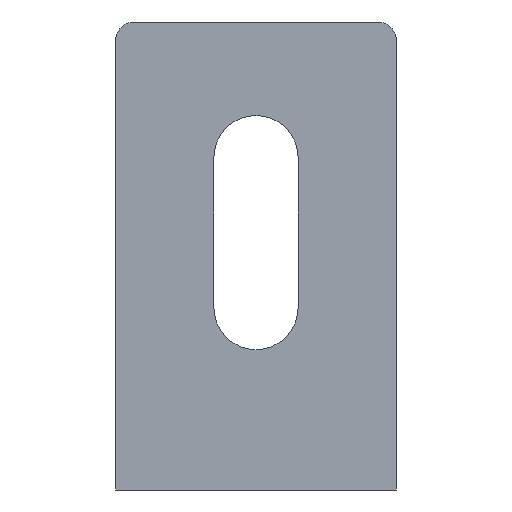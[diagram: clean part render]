
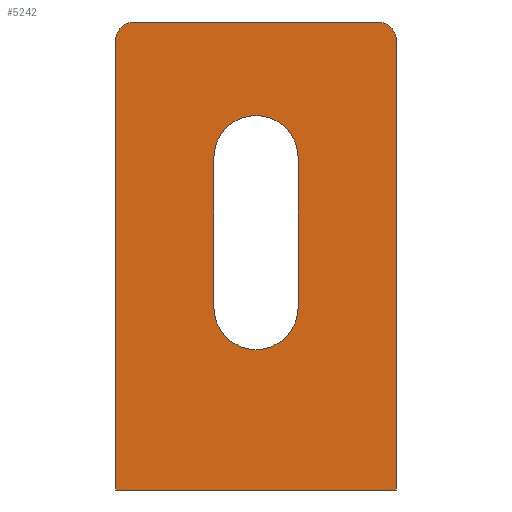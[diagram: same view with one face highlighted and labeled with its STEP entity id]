
A CAD part, left-side view. The second image highlights one B-rep face of the part: STEP entity #5242.
In plain terms, the highlighted planar face has unit normal (-1, 0, 0).
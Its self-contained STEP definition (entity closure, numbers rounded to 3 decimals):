
#160 = CARTESIAN_POINT ( 'NONE',  ( -5., 0., 35.5 ) ) ;
#190 = AXIS2_PLACEMENT_3D ( 'NONE', #9977, #11701, #8997 ) ;
#218 = CIRCLE ( 'NONE', #10151, 4.5 ) ;
#252 = CARTESIAN_POINT ( 'NONE',  ( -5., 0., 15. ) ) ;
#540 = CARTESIAN_POINT ( 'NONE',  ( -5., 0., 0. ) ) ;
#653 = CARTESIAN_POINT ( 'NONE',  ( -5., -15., 0. ) ) ;
#887 = AXIS2_PLACEMENT_3D ( 'NONE', #11161, #3535, #7277 ) ;
#936 = CARTESIAN_POINT ( 'NONE',  ( -5., 4.5, 35.5 ) ) ;
#969 = ORIENTED_EDGE ( 'NONE', *, *, #10877, .F. ) ;
#1123 = DIRECTION ( 'NONE',  ( 1., 0., 0. ) ) ;
#1156 = EDGE_CURVE ( 'NONE', #12265, #5949, #8408, .T. ) ;
#1692 = DIRECTION ( 'NONE',  ( 0., 0., 1. ) ) ;
#1840 = CARTESIAN_POINT ( 'NONE',  ( -5., -15., 48. ) ) ;
#1873 = CARTESIAN_POINT ( 'NONE',  ( -5., 4.5, 35.5 ) ) ;
#1965 = EDGE_CURVE ( 'NONE', #4670, #11891, #11103, .T. ) ;
#2073 = DIRECTION ( 'NONE',  ( 0., 0., -1. ) ) ;
#2146 = LINE ( 'NONE', #2861, #3201 ) ;
#2458 = VERTEX_POINT ( 'NONE', #1873 ) ;
#2541 = CARTESIAN_POINT ( 'NONE',  ( -5., -15., 0. ) ) ;
#2590 = ORIENTED_EDGE ( 'NONE', *, *, #6783, .T. ) ;
#2822 = DIRECTION ( 'NONE',  ( 0., 0., 1. ) ) ;
#2861 = CARTESIAN_POINT ( 'NONE',  ( -5., 15., 50. ) ) ;
#2883 = ORIENTED_EDGE ( 'NONE', *, *, #10136, .F. ) ;
#3134 = CARTESIAN_POINT ( 'NONE',  ( -5., -4.5, 35.5 ) ) ;
#3201 = VECTOR ( 'NONE', #2822, 1000. ) ;
#3318 = CARTESIAN_POINT ( 'NONE',  ( -5., 15., 0. ) ) ;
#3468 = CARTESIAN_POINT ( 'NONE',  ( -5., 15., 0. ) ) ;
#3489 = CARTESIAN_POINT ( 'NONE',  ( -5., 13., 50. ) ) ;
#3535 = DIRECTION ( 'NONE',  ( 1., 0., 0. ) ) ;
#3546 = DIRECTION ( 'NONE',  ( -1., 0., 0. ) ) ;
#4087 = CARTESIAN_POINT ( 'NONE',  ( -5., -4.5, 35.5 ) ) ;
#4220 = VERTEX_POINT ( 'NONE', #4661 ) ;
#4661 = CARTESIAN_POINT ( 'NONE',  ( -5., 15., 48. ) ) ;
#4670 = VERTEX_POINT ( 'NONE', #1840 ) ;
#4720 = DIRECTION ( 'NONE',  ( 0., -1., 0. ) ) ;
#4989 = DIRECTION ( 'NONE',  ( 0., 0., -1. ) ) ;
#5124 = ORIENTED_EDGE ( 'NONE', *, *, #1965, .T. ) ;
#5140 = VECTOR ( 'NONE', #11455, 1000. ) ;
#5242 = ADVANCED_FACE ( 'NONE', ( #9845, #11353 ), #5320, .T. ) ;
#5320 = PLANE ( 'NONE',  #8864 ) ;
#5710 = ORIENTED_EDGE ( 'NONE', *, *, #6637, .F. ) ;
#5798 = EDGE_CURVE ( 'NONE', #9555, #4220, #6551, .T. ) ;
#5949 = VERTEX_POINT ( 'NONE', #6448 ) ;
#6265 = DIRECTION ( 'NONE',  ( -1., 0., 0. ) ) ;
#6350 = DIRECTION ( 'NONE',  ( 0., 0., 1. ) ) ;
#6448 = CARTESIAN_POINT ( 'NONE',  ( -5., 4.5, 19.5 ) ) ;
#6551 = CIRCLE ( 'NONE', #190, 2. ) ;
#6637 = EDGE_CURVE ( 'NONE', #10737, #12411, #11632, .T. ) ;
#6783 = EDGE_CURVE ( 'NONE', #2458, #7840, #7161, .T. ) ;
#6985 = EDGE_CURVE ( 'NONE', #7840, #7327, #6996, .T. ) ;
#6996 = LINE ( 'NONE', #4087, #7579 ) ;
#7111 = LINE ( 'NONE', #936, #5140 ) ;
#7122 = LINE ( 'NONE', #11357, #8162 ) ;
#7161 = CIRCLE ( 'NONE', #9815, 4.5 ) ;
#7275 = CARTESIAN_POINT ( 'NONE',  ( -5., -13., 48. ) ) ;
#7277 = DIRECTION ( 'NONE',  ( 0., 0., -1. ) ) ;
#7327 = VERTEX_POINT ( 'NONE', #10252 ) ;
#7579 = VECTOR ( 'NONE', #11714, 1000. ) ;
#7710 = ORIENTED_EDGE ( 'NONE', *, *, #10521, .F. ) ;
#7840 = VERTEX_POINT ( 'NONE', #3134 ) ;
#8162 = VECTOR ( 'NONE', #4720, 1000. ) ;
#8407 = DIRECTION ( 'NONE',  ( 0., 0., -1. ) ) ;
#8408 = CIRCLE ( 'NONE', #887, 4.5 ) ;
#8417 = ORIENTED_EDGE ( 'NONE', *, *, #1156, .T. ) ;
#8606 = LINE ( 'NONE', #653, #9212 ) ;
#8864 = AXIS2_PLACEMENT_3D ( 'NONE', #540, #3546, #1692 ) ;
#8997 = DIRECTION ( 'NONE',  ( 0., 0., 1. ) ) ;
#9027 = EDGE_LOOP ( 'NONE', ( #2590, #9566, #9711, #8417, #9259 ) ) ;
#9212 = VECTOR ( 'NONE', #8407, 1000. ) ;
#9259 = ORIENTED_EDGE ( 'NONE', *, *, #11592, .T. ) ;
#9356 = EDGE_CURVE ( 'NONE', #7327, #12265, #218, .T. ) ;
#9555 = VERTEX_POINT ( 'NONE', #3489 ) ;
#9556 = CARTESIAN_POINT ( 'NONE',  ( -5., 0., 19.5 ) ) ;
#9566 = ORIENTED_EDGE ( 'NONE', *, *, #6985, .T. ) ;
#9711 = ORIENTED_EDGE ( 'NONE', *, *, #9356, .T. ) ;
#9807 = DIRECTION ( 'NONE',  ( 1., 0., 0. ) ) ;
#9815 = AXIS2_PLACEMENT_3D ( 'NONE', #160, #1123, #2073 ) ;
#9831 = VECTOR ( 'NONE', #9938, 1000. ) ;
#9845 = FACE_BOUND ( 'NONE', #9027, .T. ) ;
#9938 = DIRECTION ( 'NONE',  ( 0., 1., 0. ) ) ;
#9977 = CARTESIAN_POINT ( 'NONE',  ( -5., 13., 48. ) ) ;
#10136 = EDGE_CURVE ( 'NONE', #12411, #4220, #2146, .T. ) ;
#10151 = AXIS2_PLACEMENT_3D ( 'NONE', #9556, #9807, #4989 ) ;
#10252 = CARTESIAN_POINT ( 'NONE',  ( -5., -4.5, 19.5 ) ) ;
#10521 = EDGE_CURVE ( 'NONE', #9555, #11891, #7122, .T. ) ;
#10737 = VERTEX_POINT ( 'NONE', #2541 ) ;
#10877 = EDGE_CURVE ( 'NONE', #4670, #10737, #8606, .T. ) ;
#11103 = CIRCLE ( 'NONE', #12152, 2. ) ;
#11106 = CARTESIAN_POINT ( 'NONE',  ( -5., -13., 50. ) ) ;
#11161 = CARTESIAN_POINT ( 'NONE',  ( -5., 0., 19.5 ) ) ;
#11353 = FACE_OUTER_BOUND ( 'NONE', #12254, .T. ) ;
#11357 = CARTESIAN_POINT ( 'NONE',  ( -5., -15., 50. ) ) ;
#11455 = DIRECTION ( 'NONE',  ( 0., 0., 1. ) ) ;
#11592 = EDGE_CURVE ( 'NONE', #5949, #2458, #7111, .T. ) ;
#11632 = LINE ( 'NONE', #3318, #9831 ) ;
#11701 = DIRECTION ( 'NONE',  ( -1., 0., 0. ) ) ;
#11714 = DIRECTION ( 'NONE',  ( 0., 0., -1. ) ) ;
#11891 = VERTEX_POINT ( 'NONE', #11106 ) ;
#12152 = AXIS2_PLACEMENT_3D ( 'NONE', #7275, #6265, #6350 ) ;
#12200 = ORIENTED_EDGE ( 'NONE', *, *, #5798, .T. ) ;
#12254 = EDGE_LOOP ( 'NONE', ( #969, #5124, #7710, #12200, #2883, #5710 ) ) ;
#12265 = VERTEX_POINT ( 'NONE', #252 ) ;
#12411 = VERTEX_POINT ( 'NONE', #3468 ) ;
